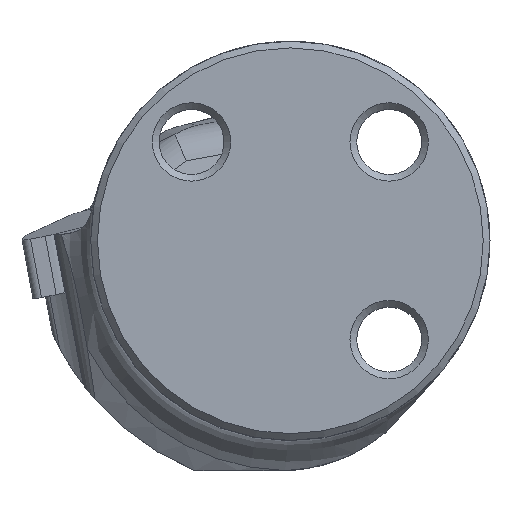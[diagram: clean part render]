
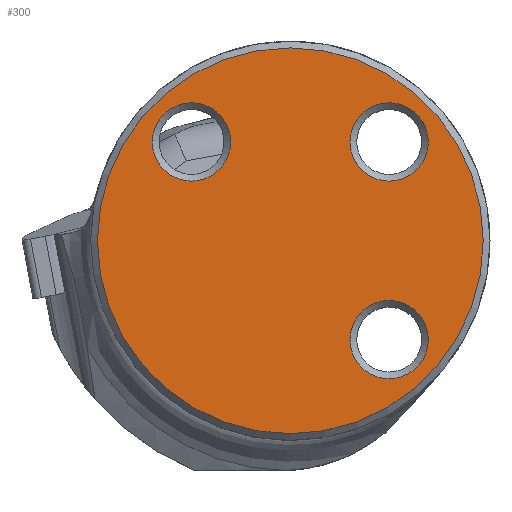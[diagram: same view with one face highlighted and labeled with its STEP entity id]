
A CAD part, top view. The second image highlights one B-rep face of the part: STEP entity #300.
In plain terms, the highlighted planar face has unit normal (0, 0, 1).
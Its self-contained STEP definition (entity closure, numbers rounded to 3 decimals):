
#96=FACE_BOUND('',#553,.T.);
#97=FACE_BOUND('',#554,.T.);
#98=FACE_BOUND('',#555,.T.);
#99=FACE_BOUND('',#556,.T.);
#300=ADVANCED_FACE('',(#96,#97,#98,#99),#384,.F.);
#384=PLANE('',#2122);
#553=EDGE_LOOP('',(#912));
#554=EDGE_LOOP('',(#913));
#555=EDGE_LOOP('',(#914));
#556=EDGE_LOOP('',(#915));
#668=CIRCLE('',#2117,19.325);
#669=CIRCLE('',#2119,3.925);
#670=CIRCLE('',#2120,3.925);
#671=CIRCLE('',#2121,3.925);
#912=ORIENTED_EDGE('',*,*,#1565,.T.);
#913=ORIENTED_EDGE('',*,*,#1566,.F.);
#914=ORIENTED_EDGE('',*,*,#1567,.T.);
#915=ORIENTED_EDGE('',*,*,#1564,.T.);
#1344=VERTEX_POINT('',#3328);
#1345=VERTEX_POINT('',#3331);
#1346=VERTEX_POINT('',#3333);
#1347=VERTEX_POINT('',#3335);
#1564=EDGE_CURVE('',#1344,#1344,#668,.T.);
#1565=EDGE_CURVE('',#1345,#1345,#669,.T.);
#1566=EDGE_CURVE('',#1346,#1346,#670,.T.);
#1567=EDGE_CURVE('',#1347,#1347,#671,.T.);
#2117=AXIS2_PLACEMENT_3D('',#3327,#2472,#2473);
#2119=AXIS2_PLACEMENT_3D('',#3330,#2476,#2477);
#2120=AXIS2_PLACEMENT_3D('',#3332,#2478,#2479);
#2121=AXIS2_PLACEMENT_3D('',#3334,#2480,#2481);
#2122=AXIS2_PLACEMENT_3D('',#3336,#2482,#2483);
#2472=DIRECTION('',(0.,0.,1.));
#2473=DIRECTION('',(-1.,0.,0.));
#2476=DIRECTION('',(0.,0.,-1.));
#2477=DIRECTION('',(-1.,0.,0.));
#2478=DIRECTION('',(0.,0.,1.));
#2479=DIRECTION('',(-1.,0.,0.));
#2480=DIRECTION('',(0.,0.,-1.));
#2481=DIRECTION('',(-1.,0.,0.));
#2482=DIRECTION('',(0.,0.,-1.));
#2483=DIRECTION('',(-1.,0.,0.));
#3327=CARTESIAN_POINT('',(0.,0.,0.));
#3328=CARTESIAN_POINT('',(-19.325,0.,0.));
#3330=CARTESIAN_POINT('',(9.899,-9.899,0.));
#3331=CARTESIAN_POINT('',(5.974,-9.899,0.));
#3332=CARTESIAN_POINT('',(9.899,9.899,0.));
#3333=CARTESIAN_POINT('',(5.974,9.899,0.));
#3334=CARTESIAN_POINT('',(-9.899,9.899,0.));
#3335=CARTESIAN_POINT('',(-13.824,9.899,0.));
#3336=CARTESIAN_POINT('',(0.,0.,0.));
